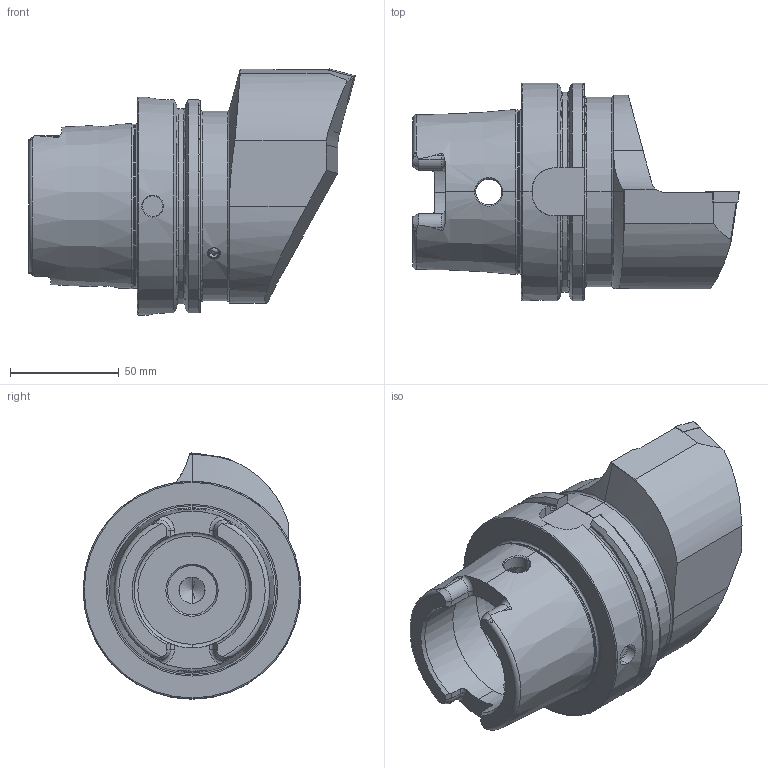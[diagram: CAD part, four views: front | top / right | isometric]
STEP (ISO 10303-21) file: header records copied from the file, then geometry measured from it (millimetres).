
FILE_DESCRIPTION (( 'STEP AP203' ), '1' );
FILE_NAME ('HA0.KSB.LBA.100.STEP', '2024-08-09T14:06:09', ( '' ), ( '' ), 'SwSTEP 2.0', 'SolidWorks 2022', '' );
FILE_SCHEMA (( 'CONFIG_CONTROL_DESIGN' ));
Length unit declared in the file: millimetre
Products named in the file (5): HA0.KSB.LBA.100; SCMT120404; WCC-ER2.001.010_A; KVT_MB_600_060; HA0-KSB.LBA.100_A_Fertigbearbeitung
Assembly tree (4 placements, depth 2):
  HA0.KSB.LBA.100
    HA0-KSB.LBA.100_A_Fertigbearbeitung
    SCMT120404
    WCC-ER2.001.010_A
    KVT_MB_600_060
Bounding box: 149.9 x 100 x 113 mm (x, y, z)
Volume: 529256.7 mm3; surface area: 69142.4 mm2
Topology: 5 solids, 5 shells, 312 faces, 803 edges, 486 vertices
Faces by surface type: cylinder 94, cone 80, plane 75, torus 45, bspline 16, sphere 2
Entity records: 11514 total; most frequent: CARTESIAN_POINT 3818, ORIENTED_EDGE 1560, DIRECTION 1463, EDGE_CURVE 780, AXIS2_PLACEMENT_3D 582, VERTEX_POINT 483, EDGE_LOOP 327, FACE_OUTER_BOUND 312
